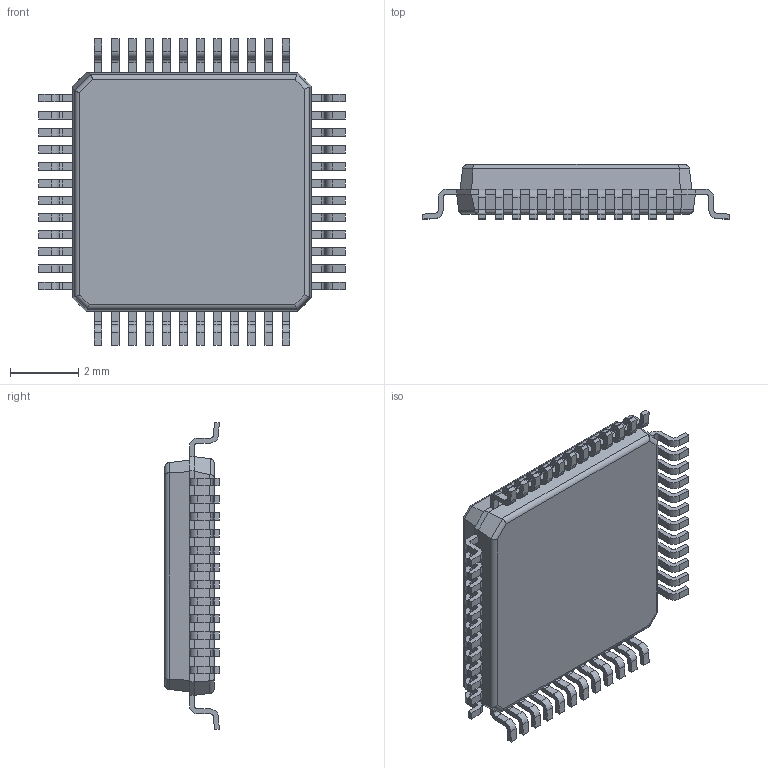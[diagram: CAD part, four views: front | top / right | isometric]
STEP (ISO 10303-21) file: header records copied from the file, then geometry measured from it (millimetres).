
FILE_DESCRIPTION (( 'STEP AP214' ), '1' );
FILE_NAME ('MAX1421ECM+D.STEP', '2023-12-12T05:17:12', ( '' ), ( '' ), 'SwSTEP 2.0', 'SolidWorks 2021', '' );
FILE_SCHEMA (( 'AUTOMOTIVE_DESIGN' ));
Length unit declared in the file: millimetre
Products named in the file (1): MAX1421ECM+D
Bounding box: 9 x 1.6 x 9 mm (x, y, z)
Volume: 69.4 mm3; surface area: 187.6 mm2
Topology: 50 solids, 50 shells, 722 faces, 1840 edges, 1220 vertices
Faces by surface type: plane 510, cylinder 212
Entity records: 22171 total; most frequent: CARTESIAN_POINT 3837, ORIENTED_EDGE 3680, DIRECTION 3660, EDGE_CURVE 1840, VECTOR 1430, LINE 1430, VERTEX_POINT 1220, AXIS2_PLACEMENT_3D 1115
